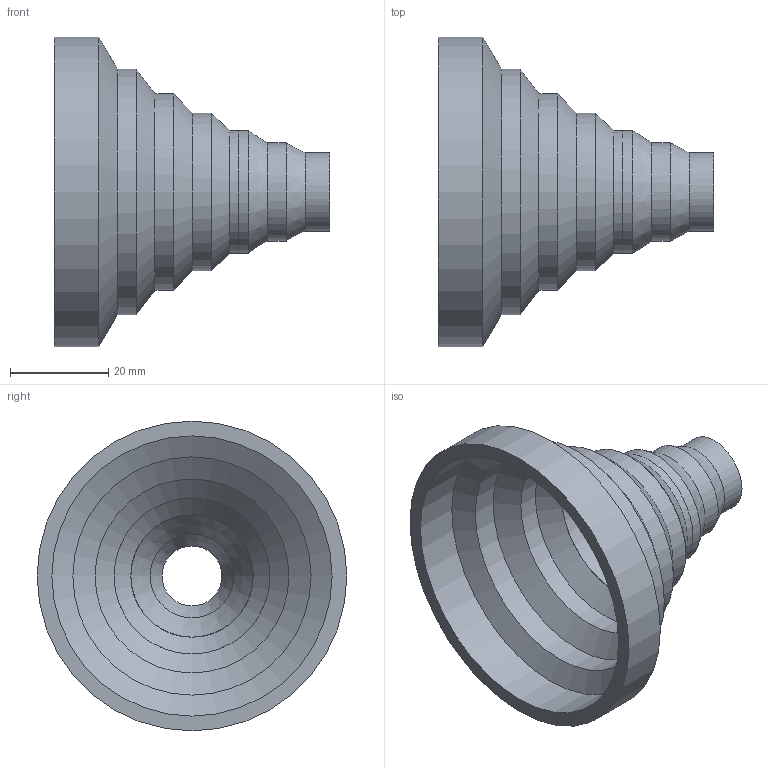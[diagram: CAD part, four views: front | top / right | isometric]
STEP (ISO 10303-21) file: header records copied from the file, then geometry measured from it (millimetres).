
FILE_DESCRIPTION (( 'STEP AP203' ), '1' );
FILE_NAME ('5513247.STEP', '2017-08-17T17:34:58', ( '' ), ( '' ), 'SwSTEP 2.0', 'SolidWorks 2017', '' );
FILE_SCHEMA (( 'CONFIG_CONTROL_DESIGN' ));
Length unit declared in the file: millimetre
Products named in the file (1): 5513247
Bounding box: 56 x 63 x 63 mm (x, y, z)
Volume: 9643.7 mm3; surface area: 15723.4 mm2
Topology: 1 solids, 1 shells, 28 faces, 58 edges, 32 vertices
Faces by surface type: cylinder 14, cone 12, plane 2
Full cylindrical faces by diameter (mm): 12.2 x1, 16 x1, 17.018 x1, 20 x1, 24.853 x1, 25 x1, 31.73 x1, 32 x1, 39.433 x1, 40 x1, 48.461 x1, 50 x1, 57 x1, 63 x1
Entity records: 645 total; most frequent: DIRECTION 114, CARTESIAN_POINT 85, AXIS2_PLACEMENT_3D 57, EDGE_LOOP 56, ORIENTED_EDGE 56, FACE_OUTER_BOUND 42, EDGE_CURVE 28, VERTEX_POINT 28
